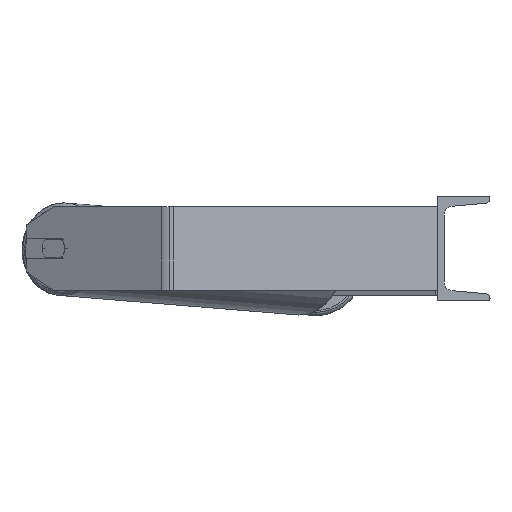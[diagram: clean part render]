
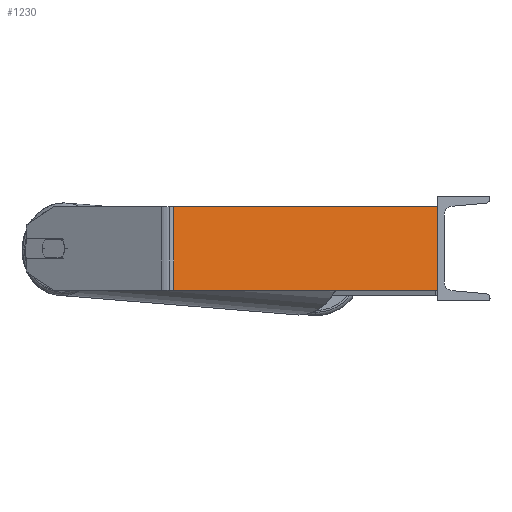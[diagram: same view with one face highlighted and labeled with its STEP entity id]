
A CAD part, left-side view. The second image highlights one B-rep face of the part: STEP entity #1230.
In plain terms, the highlighted planar face has unit normal (-0.966, -0.259, 0).
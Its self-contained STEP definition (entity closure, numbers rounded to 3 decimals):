
#448 = EDGE_CURVE ( 'NONE', #2296, #3395, #4871, .T. ) ;
#557 = CARTESIAN_POINT ( 'NONE',  ( -752.809, 253.067, -40. ) ) ;
#572 = CARTESIAN_POINT ( 'NONE',  ( -685., 0., 40. ) ) ;
#634 = CARTESIAN_POINT ( 'NONE',  ( -752.809, 253.067, 40. ) ) ;
#748 = CARTESIAN_POINT ( 'NONE',  ( -685., 0., -40. ) ) ;
#1096 = EDGE_CURVE ( 'NONE', #1220, #2753, #5953, .T. ) ;
#1162 = ORIENTED_EDGE ( 'NONE', *, *, #8392, .T. ) ;
#1187 = CARTESIAN_POINT ( 'NONE',  ( -754.524, 259.468, 40. ) ) ;
#1220 = VERTEX_POINT ( 'NONE', #572 ) ;
#1230 = ADVANCED_FACE ( 'NONE', ( #5486 ), #1285, .F. ) ;
#1285 = PLANE ( 'NONE',  #4680 ) ;
#1332 = VECTOR ( 'NONE', #5274, 1000. ) ;
#2296 = VERTEX_POINT ( 'NONE', #2711 ) ;
#2580 = DIRECTION ( 'NONE',  ( 0.259, -0.966, 0. ) ) ;
#2704 = DIRECTION ( 'NONE',  ( 0.966, 0.259, 0. ) ) ;
#2711 = CARTESIAN_POINT ( 'NONE',  ( -752.809, 253.067, 40. ) ) ;
#2753 = VERTEX_POINT ( 'NONE', #748 ) ;
#3395 = VERTEX_POINT ( 'NONE', #557 ) ;
#3723 = EDGE_CURVE ( 'NONE', #2296, #1220, #4864, .T. ) ;
#4488 = DIRECTION ( 'NONE',  ( 0., 0., -1. ) ) ;
#4671 = VECTOR ( 'NONE', #4488, 1000. ) ;
#4680 = AXIS2_PLACEMENT_3D ( 'NONE', #1187, #2704, #5527 ) ;
#4864 = LINE ( 'NONE', #6060, #8776 ) ;
#4871 = LINE ( 'NONE', #634, #5398 ) ;
#5274 = DIRECTION ( 'NONE',  ( 0.259, -0.966, 0. ) ) ;
#5398 = VECTOR ( 'NONE', #7674, 1000. ) ;
#5486 = FACE_OUTER_BOUND ( 'NONE', #8323, .T. ) ;
#5527 = DIRECTION ( 'NONE',  ( -0.259, 0.966, 0. ) ) ;
#5953 = LINE ( 'NONE', #8147, #4671 ) ;
#5957 = LINE ( 'NONE', #8763, #1332 ) ;
#6060 = CARTESIAN_POINT ( 'NONE',  ( -754.524, 259.468, 40. ) ) ;
#7674 = DIRECTION ( 'NONE',  ( 0., 0., -1. ) ) ;
#8077 = ORIENTED_EDGE ( 'NONE', *, *, #1096, .F. ) ;
#8117 = ORIENTED_EDGE ( 'NONE', *, *, #448, .T. ) ;
#8147 = CARTESIAN_POINT ( 'NONE',  ( -685., 0., 40. ) ) ;
#8323 = EDGE_LOOP ( 'NONE', ( #1162, #8077, #8864, #8117 ) ) ;
#8392 = EDGE_CURVE ( 'NONE', #3395, #2753, #5957, .T. ) ;
#8763 = CARTESIAN_POINT ( 'NONE',  ( -754.524, 259.468, -40. ) ) ;
#8776 = VECTOR ( 'NONE', #2580, 1000. ) ;
#8864 = ORIENTED_EDGE ( 'NONE', *, *, #3723, .F. ) ;
